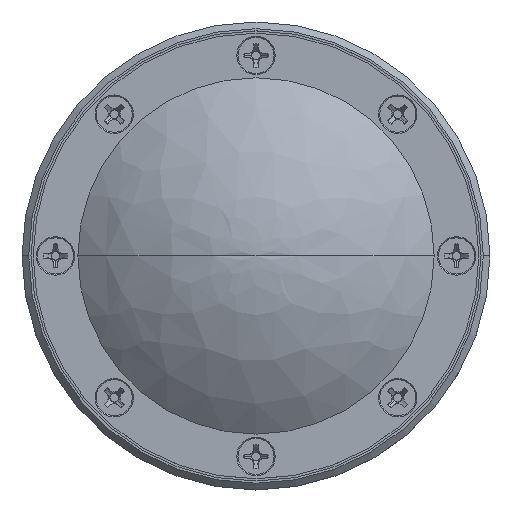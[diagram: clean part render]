
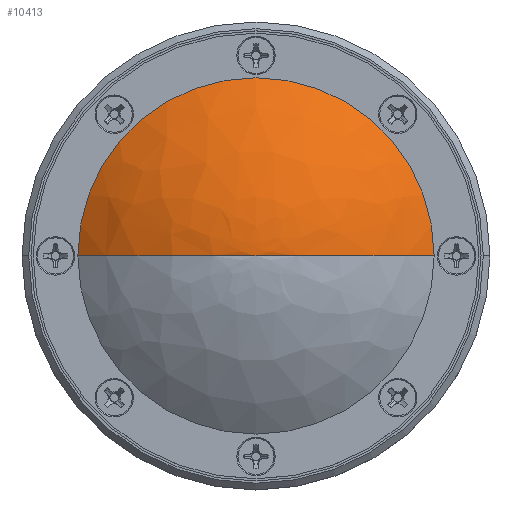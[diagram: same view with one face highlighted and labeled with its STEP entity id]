
A CAD part, top view. The second image highlights one B-rep face of the part: STEP entity #10413.
In plain terms, the highlighted free-form (B-spline) face has degree [3, 3] with [5, 4] control points.
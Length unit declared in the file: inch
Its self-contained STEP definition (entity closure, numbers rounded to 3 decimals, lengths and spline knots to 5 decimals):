
#290 = CARTESIAN_POINT ( 'NONE',  ( -0.17887, 0., 0.40817 ) ) ;
#433 = CARTESIAN_POINT ( 'NONE',  ( -0.71245, 0., 0.17667 ) ) ;
#497 = CARTESIAN_POINT ( 'NONE',  ( -0.79957, 1.59913, 0.107 ) ) ;
#612 = CARTESIAN_POINT ( 'NONE',  ( 0.79957, 0., 0.107 ) ) ;
#945 = ORIENTED_EDGE ( 'NONE', *, *, #14292, .F. ) ;
#1047 = DIRECTION ( 'NONE',  ( 0., 0., -1. ) ) ;
#1336 = CARTESIAN_POINT ( 'NONE',  ( 0.71245, 0., 0.17667 ) ) ;
#1364 = CARTESIAN_POINT ( 'NONE',  ( 0., 0., 0.40817 ) ) ;
#1503 = CARTESIAN_POINT ( 'NONE',  ( -0.46749, 0., 0.33572 ) ) ;
#1578 = CARTESIAN_POINT ( 'NONE',  ( -0.79957, 0., 0.107 ) ) ;
#1967 = ORIENTED_EDGE ( 'NONE', *, *, #12312, .T. ) ;
#2422 = CARTESIAN_POINT ( 'NONE',  ( 0.46749, 0., 0.33572 ) ) ;
#2745 = CARTESIAN_POINT ( 'NONE',  ( -0.46749, 0.93499, 0.33572 ) ) ;
#3272 = CARTESIAN_POINT ( 'NONE',  ( -0.17887, 0., 0.40817 ) ) ;
#3517 = CARTESIAN_POINT ( 'NONE',  ( 0., 0., 0.40817 ) ) ;
#3716 = CARTESIAN_POINT ( 'NONE',  ( -0.79957, 0., 0.107 ) ) ;
#4137 = VERTEX_POINT ( 'NONE', #612 ) ;
#4221 = CARTESIAN_POINT ( 'NONE',  ( -0.71245, 0., 0.17667 ) ) ;
#4401 = VERTEX_POINT ( 'NONE', #3716 ) ;
#4650 = FACE_OUTER_BOUND ( 'NONE', #7619, .T. ) ;
#4719 = CARTESIAN_POINT ( 'NONE',  ( -0.17887, 0.35775, 0.40817 ) ) ;
#5009 = CARTESIAN_POINT ( 'NONE',  ( 0.71245, 0., 0.17667 ) ) ;
#5733 = CARTESIAN_POINT ( 'NONE',  ( 0., 0., 0.40817 ) ) ;
#5782 = CARTESIAN_POINT ( 'NONE',  ( 0.79957, 0., 0.107 ) ) ;
#5957 = CARTESIAN_POINT ( 'NONE',  ( 0.46749, 0., 0.33572 ) ) ;
#6035 = CARTESIAN_POINT ( 'NONE',  ( 0.79957, 0., 0.107 ) ) ;
#6895 = CARTESIAN_POINT ( 'NONE',  ( 0., 0., 0.40817 ) ) ;
#7423 = CARTESIAN_POINT ( 'NONE',  ( -0.46749, 0., 0.33572 ) ) ;
#7619 = EDGE_LOOP ( 'NONE', ( #10430, #1967, #945 ) ) ;
#8002 = B_SPLINE_CURVE_WITH_KNOTS ( 'NONE', 3,
 ( #3517, #9921, #2422, #1336, #5782 ),
 .UNSPECIFIED., .F., .F.,
 ( 4, 1, 4 ),
 ( -0.87096, -0.33434, 0. ),
 .UNSPECIFIED. ) ;
#8272 = CARTESIAN_POINT ( 'NONE',  ( -0.71245, 1.4249, 0.17667 ) ) ;
#8998 = VERTEX_POINT ( 'NONE', #5733 ) ;
#9921 = CARTESIAN_POINT ( 'NONE',  ( 0.17887, 0., 0.40817 ) ) ;
#9957 = CARTESIAN_POINT ( 'NONE',  ( 0.17887, 0., 0.40817 ) ) ;
#10181 = EDGE_CURVE ( 'NONE', #8998, #4401, #10819, .T. ) ;
#10233 = CARTESIAN_POINT ( 'NONE',  ( 0., 0., 0.40817 ) ) ;
#10413 = ADVANCED_FACE ( 'NONE', ( #4650 ), #11334, .F. ) ;
#10430 = ORIENTED_EDGE ( 'NONE', *, *, #10181, .F. ) ;
#10523 = CARTESIAN_POINT ( 'NONE',  ( 0.79957, 1.59913, 0.107 ) ) ;
#10819 = B_SPLINE_CURVE_WITH_KNOTS ( 'NONE', 3,
 ( #13230, #3272, #7423, #4221, #13089 ),
 .UNSPECIFIED., .F., .F.,
 ( 4, 1, 4 ),
 ( -0.87096, -0.33434, 0. ),
 .UNSPECIFIED. ) ;
#10904 = CIRCLE ( 'NONE', #11831, 0.79957 ) ;
#11157 = CARTESIAN_POINT ( 'NONE',  ( 0., 0., 0.107 ) ) ;
#11334 =( BOUNDED_SURFACE ( )  B_SPLINE_SURFACE ( 3, 3, ( 
 ( #6895, #1364, #11337, #10233 ),
 ( #290, #4719, #13577, #9957 ),
 ( #1503, #2745, #12784, #5957 ),
 ( #433, #8272, #13721, #5009 ),
 ( #1578, #497, #10523, #6035 ) ),
 .UNSPECIFIED., .F., .F., .F. ) 
 B_SPLINE_SURFACE_WITH_KNOTS ( ( 4, 1, 4 ),
 ( 4, 4 ),
 ( -0.87096, -0.33434, 0. ),
 ( 0., 1. ),
 .UNSPECIFIED. ) 
 GEOMETRIC_REPRESENTATION_ITEM ( )  RATIONAL_B_SPLINE_SURFACE ( (
 ( 1., 0.333, 0.333, 1.),
 ( 1., 0.333, 0.333, 1.),
 ( 1., 0.333, 0.333, 1.),
 ( 1., 0.333, 0.333, 1.),
 ( 1., 0.333, 0.333, 1.) ) ) 
 REPRESENTATION_ITEM ( '' )  SURFACE ( )  );
#11337 = CARTESIAN_POINT ( 'NONE',  ( 0., 0., 0.40817 ) ) ;
#11831 = AXIS2_PLACEMENT_3D ( 'NONE', #11157, #1047, #12327 ) ;
#12312 = EDGE_CURVE ( 'NONE', #8998, #4137, #8002, .T. ) ;
#12327 = DIRECTION ( 'NONE',  ( -1., 0., 0. ) ) ;
#12784 = CARTESIAN_POINT ( 'NONE',  ( 0.46749, 0.93499, 0.33572 ) ) ;
#13089 = CARTESIAN_POINT ( 'NONE',  ( -0.79957, 0., 0.107 ) ) ;
#13230 = CARTESIAN_POINT ( 'NONE',  ( 0., 0., 0.40817 ) ) ;
#13577 = CARTESIAN_POINT ( 'NONE',  ( 0.17887, 0.35775, 0.40817 ) ) ;
#13721 = CARTESIAN_POINT ( 'NONE',  ( 0.71245, 1.4249, 0.17667 ) ) ;
#14292 = EDGE_CURVE ( 'NONE', #4401, #4137, #10904, .T. ) ;
